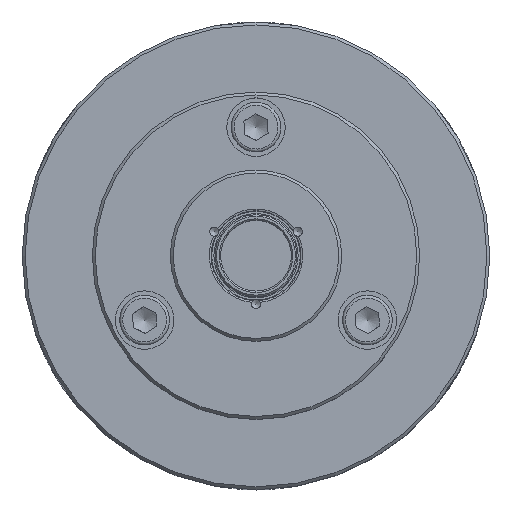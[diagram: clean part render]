
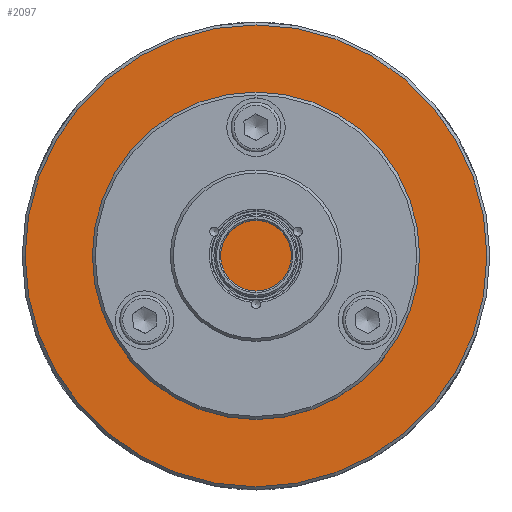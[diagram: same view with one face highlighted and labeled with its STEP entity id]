
A CAD part, top view. The second image highlights one B-rep face of the part: STEP entity #2097.
In plain terms, the highlighted face is planar.
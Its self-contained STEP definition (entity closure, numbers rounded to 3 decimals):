
#252=PLANE('',#2297);
#359=FACE_BOUND('',#712,.T.);
#360=FACE_BOUND('',#713,.T.);
#361=FACE_BOUND('',#714,.T.);
#362=FACE_BOUND('',#715,.T.);
#712=EDGE_LOOP('',(#1594));
#713=EDGE_LOOP('',(#1595));
#714=EDGE_LOOP('',(#1596));
#715=EDGE_LOOP('',(#1597));
#971=CIRCLE('',#2270,2.067);
#973=CIRCLE('',#2274,2.067);
#975=CIRCLE('',#2278,2.067);
#989=CIRCLE('',#2296,39.5);
#1109=VERTEX_POINT('',#3323);
#1111=VERTEX_POINT('',#3329);
#1114=VERTEX_POINT('',#3378);
#1140=VERTEX_POINT('',#3644);
#1313=EDGE_CURVE('',#1109,#1109,#971,.T.);
#1315=EDGE_CURVE('',#1111,#1111,#973,.T.);
#1318=EDGE_CURVE('',#1114,#1114,#975,.T.);
#1344=EDGE_CURVE('',#1140,#1140,#989,.T.);
#1594=ORIENTED_EDGE('',*,*,#1313,.T.);
#1595=ORIENTED_EDGE('',*,*,#1315,.T.);
#1596=ORIENTED_EDGE('',*,*,#1318,.T.);
#1597=ORIENTED_EDGE('',*,*,#1344,.F.);
#2097=ADVANCED_FACE('',(#359,#360,#361,#362),#252,.T.);
#2270=AXIS2_PLACEMENT_3D('',#3324,#2602,#2603);
#2274=AXIS2_PLACEMENT_3D('',#3330,#2610,#2611);
#2278=AXIS2_PLACEMENT_3D('',#3379,#2618,#2619);
#2296=AXIS2_PLACEMENT_3D('',#3645,#2654,#2655);
#2297=AXIS2_PLACEMENT_3D('',#3646,#2656,#2657);
#2602=DIRECTION('center_axis',(-1.,0.,0.));
#2603=DIRECTION('ref_axis',(0.,-0.866,0.5));
#2610=DIRECTION('center_axis',(-1.,0.,0.));
#2611=DIRECTION('ref_axis',(0.,0.866,0.5));
#2618=DIRECTION('center_axis',(-1.,0.,0.));
#2619=DIRECTION('ref_axis',(0.,0.,-1.));
#2654=DIRECTION('center_axis',(-1.,0.,0.));
#2655=DIRECTION('ref_axis',(0.,-1.,0.));
#2656=DIRECTION('center_axis',(1.,0.,0.));
#2657=DIRECTION('ref_axis',(0.,0.,-1.));
#3323=CARTESIAN_POINT('',(28.5,-12.79,-18.019));
#3324=CARTESIAN_POINT('Origin',(28.5,-11.,-19.053));
#3329=CARTESIAN_POINT('',(28.5,-9.21,20.086));
#3330=CARTESIAN_POINT('Origin',(28.5,-11.,19.053));
#3378=CARTESIAN_POINT('',(28.5,22.,-2.067));
#3379=CARTESIAN_POINT('Origin',(28.5,22.,0.));
#3644=CARTESIAN_POINT('',(28.5,39.5,0.));
#3645=CARTESIAN_POINT('Origin',(28.5,0.,0.));
#3646=CARTESIAN_POINT('Origin',(28.5,20.,0.));
